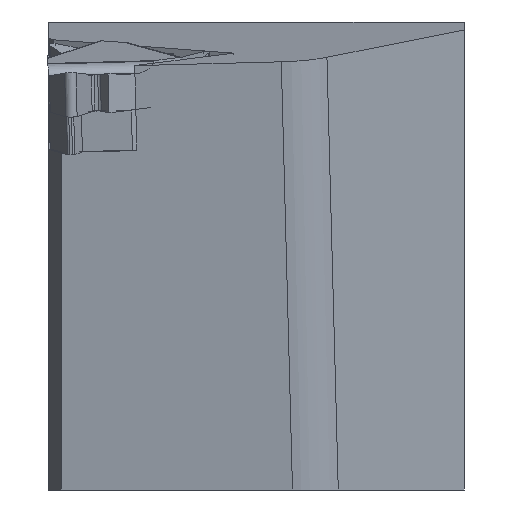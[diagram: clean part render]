
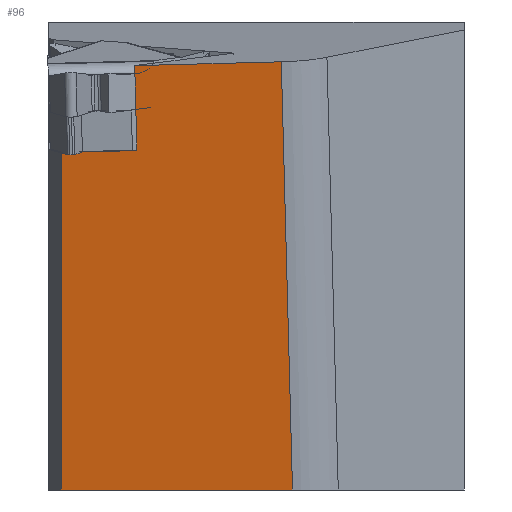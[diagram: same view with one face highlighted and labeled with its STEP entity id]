
A CAD part, left-side view. The second image highlights one B-rep face of the part: STEP entity #96.
In plain terms, the highlighted planar face has unit normal (-0.985, -0.004, -0.174).
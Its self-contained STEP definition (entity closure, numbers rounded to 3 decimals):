
#96=ADVANCED_FACE('',(#211),#164,.F.);
#164=PLANE('',#1371);
#211=FACE_OUTER_BOUND('',#279,.T.);
#279=EDGE_LOOP('',(#684,#685,#686,#687,#688,#689,#690));
#362=LINE('',#1891,#510);
#375=LINE('',#1919,#523);
#376=LINE('',#1922,#524);
#377=LINE('',#1924,#525);
#378=LINE('',#1926,#526);
#379=LINE('',#1927,#527);
#380=LINE('',#1929,#528);
#510=VECTOR('',#1507,1.);
#523=VECTOR('',#1530,1.);
#524=VECTOR('',#1531,1.);
#525=VECTOR('',#1532,1.);
#526=VECTOR('',#1533,1.);
#527=VECTOR('',#1534,1.);
#528=VECTOR('',#1535,1.);
#684=ORIENTED_EDGE('',*,*,#1182,.T.);
#685=ORIENTED_EDGE('',*,*,#1183,.T.);
#686=ORIENTED_EDGE('',*,*,#1184,.F.);
#687=ORIENTED_EDGE('',*,*,#1185,.F.);
#688=ORIENTED_EDGE('',*,*,#1167,.F.);
#689=ORIENTED_EDGE('',*,*,#1186,.T.);
#690=ORIENTED_EDGE('',*,*,#1187,.T.);
#1037=VERTEX_POINT('',#1890);
#1038=VERTEX_POINT('',#1892);
#1048=VERTEX_POINT('',#1920);
#1049=VERTEX_POINT('',#1921);
#1050=VERTEX_POINT('',#1923);
#1051=VERTEX_POINT('',#1925);
#1052=VERTEX_POINT('',#1928);
#1167=EDGE_CURVE('',#1037,#1038,#362,.T.);
#1182=EDGE_CURVE('',#1048,#1049,#375,.T.);
#1183=EDGE_CURVE('',#1049,#1050,#376,.T.);
#1184=EDGE_CURVE('',#1051,#1050,#377,.T.);
#1185=EDGE_CURVE('',#1038,#1051,#378,.T.);
#1186=EDGE_CURVE('',#1037,#1052,#379,.T.);
#1187=EDGE_CURVE('',#1052,#1048,#380,.T.);
#1371=AXIS2_PLACEMENT_3D('',#1930,#1536,#1537);
#1507=DIRECTION('',(0.,-1.,0.026));
#1530=DIRECTION('',(0.,1.,-0.026));
#1531=DIRECTION('',(0.174,0.,-0.985));
#1532=DIRECTION('',(-0.005,1.,0.));
#1533=DIRECTION('',(0.174,-0.026,-0.984));
#1534=DIRECTION('',(0.174,-0.026,-0.984));
#1535=DIRECTION('',(0.174,-0.026,-0.984));
#1536=DIRECTION('',(0.985,0.005,0.174));
#1537=DIRECTION('',(0.174,0.,-0.985));
#1890=CARTESIAN_POINT('',(2.617,25.352,0.643));
#1891=CARTESIAN_POINT('',(2.617,32.842,0.447));
#1892=CARTESIAN_POINT('',(2.617,14.076,0.938));
#1919=CARTESIAN_POINT('',(3.763,200.485,-10.445));
#1920=CARTESIAN_POINT('',(3.763,25.182,-5.854));
#1921=CARTESIAN_POINT('',(3.763,31.,-6.007));
#1922=CARTESIAN_POINT('',(10.283,31.,-42.996));
#1923=CARTESIAN_POINT('',(8.345,31.,-32.));
#1924=CARTESIAN_POINT('',(7.567,199.62,-32.));
#1925=CARTESIAN_POINT('',(8.427,13.213,-32.));
#1926=CARTESIAN_POINT('',(9.529,13.05,-38.243));
#1927=CARTESIAN_POINT('',(2.027,25.44,3.99));
#1928=CARTESIAN_POINT('',(3.211,25.264,-2.724));
#1929=CARTESIAN_POINT('',(2.027,25.44,3.99));
#1930=CARTESIAN_POINT('',(9.529,199.629,-43.129));
